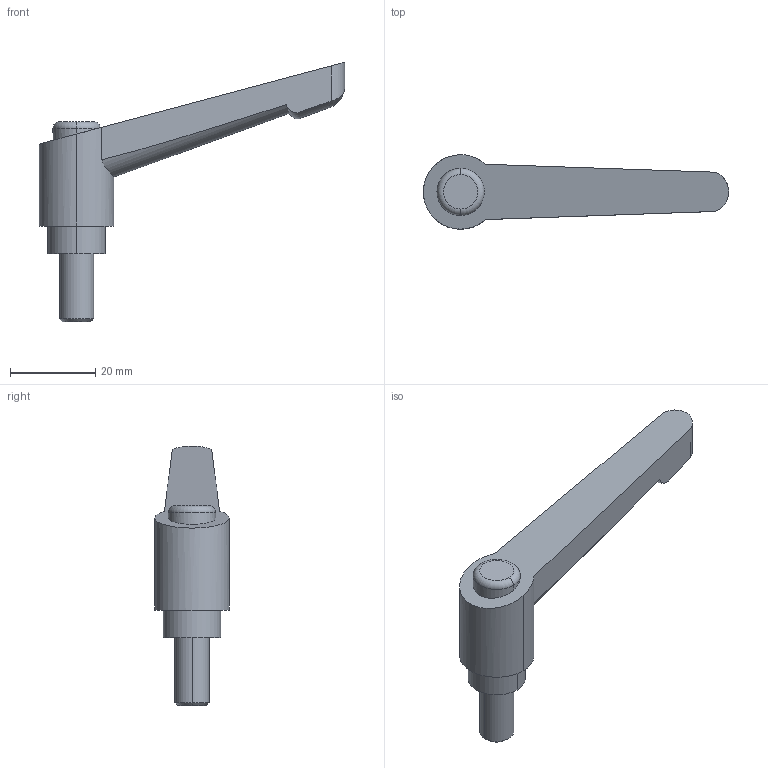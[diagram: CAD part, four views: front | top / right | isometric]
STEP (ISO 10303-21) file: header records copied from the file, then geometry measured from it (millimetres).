
FILE_DESCRIPTION(('STEP AP214'),'1');
FILE_NAME('cctmp_6F9945B1-B0AA-440E-944B-624700A6927E_2020_1_10_10_19_26_434..stp','2020-01-10T09:19:26',('Bosch Rexroth AG'),('CADClick - www.CADClick.com'),'Spatial InterOp 3D',' ','unknown authorization - (Healing Option Enabled)');
FILE_SCHEMA(('AUTOMOTIVE_DESIGN'));
Length unit declared in the file: millimetre
Products named in the file (1): 2020_01_10__10-19-26-434
Bounding box: 71.75 x 17.5 x 61 mm (x, y, z)
Volume: 12877.5 mm3; surface area: 4526.2 mm2
Topology: 1 solids, 1 shells, 28 faces, 67 edges, 44 vertices
Faces by surface type: cylinder 14, plane 7, torus 4, cone 2, bspline 1
Entity records: 1637 total; most frequent: CARTESIAN_POINT 727, DIRECTION 146, ORIENTED_EDGE 134, EDGE_CURVE 67, AXIS2_PLACEMENT_3D 64, VERTEX_POINT 44, EDGE_LOOP 31, STYLED_ITEM 29
